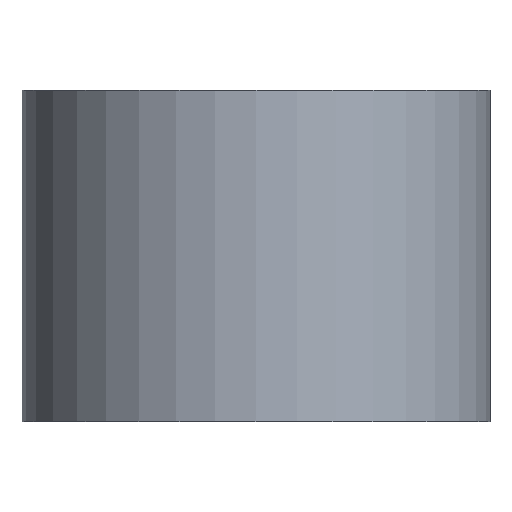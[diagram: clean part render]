
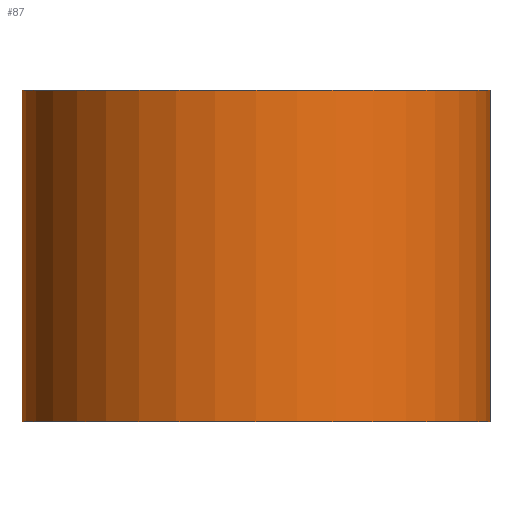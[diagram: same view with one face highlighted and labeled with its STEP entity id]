
A CAD part, front view. The second image highlights one B-rep face of the part: STEP entity #87.
In plain terms, the highlighted cylindrical face has radius 5.3 mm (diameter 10.6 mm), a full revolution.
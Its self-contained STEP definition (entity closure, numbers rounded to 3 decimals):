
#19=CYLINDRICAL_SURFACE('',#107,5.3);
#23=FACE_BOUND('',#41,.T.);
#31=FACE_OUTER_BOUND('',#40,.T.);
#40=EDGE_LOOP('',(#75));
#41=EDGE_LOOP('',(#76));
#49=CIRCLE('',#100,5.3);
#54=CIRCLE('',#108,5.3);
#56=VERTEX_POINT('',#143);
#61=VERTEX_POINT('',#156);
#63=EDGE_CURVE('',#56,#56,#49,.T.);
#68=EDGE_CURVE('',#61,#61,#54,.T.);
#75=ORIENTED_EDGE('',*,*,#63,.F.);
#76=ORIENTED_EDGE('',*,*,#68,.F.);
#87=ADVANCED_FACE('',(#31,#23),#19,.T.);
#100=AXIS2_PLACEMENT_3D('',#144,#117,#118);
#107=AXIS2_PLACEMENT_3D('',#155,#131,#132);
#108=AXIS2_PLACEMENT_3D('',#157,#133,#134);
#117=DIRECTION('center_axis',(0.,0.,1.));
#118=DIRECTION('ref_axis',(-1.,0.,0.));
#131=DIRECTION('center_axis',(0.,0.,1.));
#132=DIRECTION('ref_axis',(-1.,0.,0.));
#133=DIRECTION('center_axis',(0.,0.,-1.));
#134=DIRECTION('ref_axis',(-1.,0.,0.));
#143=CARTESIAN_POINT('',(5.3,0.,7.5));
#144=CARTESIAN_POINT('Origin',(0.,0.,7.5));
#155=CARTESIAN_POINT('Origin',(0.,0.,0.));
#156=CARTESIAN_POINT('',(5.3,0.,0.));
#157=CARTESIAN_POINT('Origin',(0.,0.,0.));
